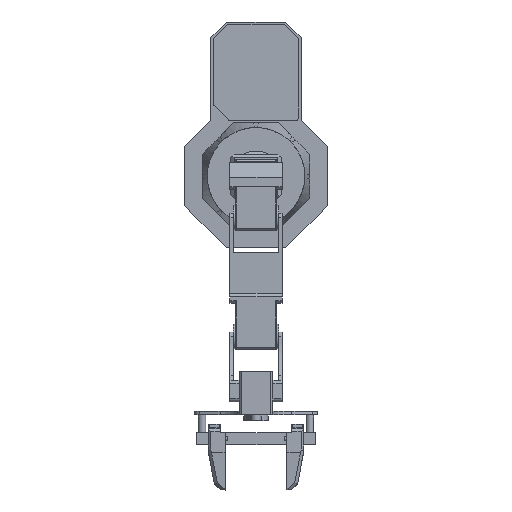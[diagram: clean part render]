
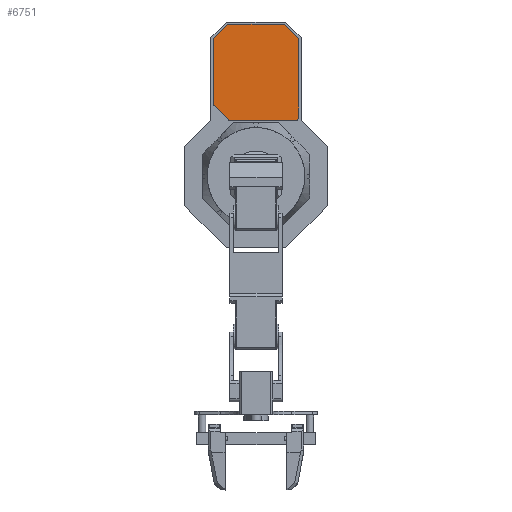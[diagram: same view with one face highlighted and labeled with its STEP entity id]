
A CAD part, top view. The second image highlights one B-rep face of the part: STEP entity #6751.
In plain terms, the highlighted planar face has unit normal (0, 0, 1).
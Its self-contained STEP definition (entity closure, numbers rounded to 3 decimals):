
#136=CIRCLE('',#7191,3.);
#138=CIRCLE('',#7195,3.);
#140=CIRCLE('',#7199,3.);
#142=CIRCLE('',#7203,3.);
#144=CIRCLE('',#7207,3.);
#146=CIRCLE('',#7211,0.5);
#148=CIRCLE('',#7215,0.5);
#488=FACE_OUTER_BOUND('',#863,.T.);
#863=EDGE_LOOP('',(#4503,#4504,#4505,#4506,#4507,#4508,#4509,#4510,#4511,
#4512,#4513,#4514,#4515,#4516));
#1256=LINE('',#9880,#2009);
#1261=LINE('',#9893,#2014);
#1265=LINE('',#9905,#2018);
#1269=LINE('',#9917,#2022);
#1273=LINE('',#9929,#2026);
#1277=LINE('',#9941,#2030);
#1281=LINE('',#9953,#2034);
#2009=VECTOR('',#7838,10.);
#2014=VECTOR('',#7851,10.);
#2018=VECTOR('',#7863,10.);
#2022=VECTOR('',#7875,10.);
#2026=VECTOR('',#7887,10.);
#2030=VECTOR('',#7899,10.);
#2034=VECTOR('',#7911,10.);
#2762=VERTEX_POINT('',#9877);
#2763=VERTEX_POINT('',#9879);
#2765=VERTEX_POINT('',#9885);
#2767=VERTEX_POINT('',#9891);
#2769=VERTEX_POINT('',#9897);
#2771=VERTEX_POINT('',#9903);
#2773=VERTEX_POINT('',#9909);
#2775=VERTEX_POINT('',#9915);
#2777=VERTEX_POINT('',#9921);
#2779=VERTEX_POINT('',#9927);
#2781=VERTEX_POINT('',#9933);
#2783=VERTEX_POINT('',#9939);
#2785=VERTEX_POINT('',#9945);
#2787=VERTEX_POINT('',#9951);
#3433=EDGE_CURVE('',#2763,#2762,#1256,.T.);
#3437=EDGE_CURVE('',#2762,#2765,#136,.T.);
#3440=EDGE_CURVE('',#2765,#2767,#1261,.T.);
#3443=EDGE_CURVE('',#2767,#2769,#138,.T.);
#3446=EDGE_CURVE('',#2769,#2771,#1265,.T.);
#3449=EDGE_CURVE('',#2771,#2773,#140,.T.);
#3452=EDGE_CURVE('',#2773,#2775,#1269,.T.);
#3455=EDGE_CURVE('',#2775,#2777,#142,.T.);
#3458=EDGE_CURVE('',#2777,#2779,#1273,.T.);
#3461=EDGE_CURVE('',#2779,#2781,#144,.T.);
#3464=EDGE_CURVE('',#2781,#2783,#1277,.T.);
#3467=EDGE_CURVE('',#2783,#2785,#146,.T.);
#3470=EDGE_CURVE('',#2785,#2787,#1281,.T.);
#3472=EDGE_CURVE('',#2787,#2763,#148,.T.);
#4503=ORIENTED_EDGE('',*,*,#3449,.T.);
#4504=ORIENTED_EDGE('',*,*,#3452,.T.);
#4505=ORIENTED_EDGE('',*,*,#3455,.T.);
#4506=ORIENTED_EDGE('',*,*,#3458,.T.);
#4507=ORIENTED_EDGE('',*,*,#3461,.T.);
#4508=ORIENTED_EDGE('',*,*,#3464,.T.);
#4509=ORIENTED_EDGE('',*,*,#3467,.T.);
#4510=ORIENTED_EDGE('',*,*,#3470,.T.);
#4511=ORIENTED_EDGE('',*,*,#3472,.T.);
#4512=ORIENTED_EDGE('',*,*,#3433,.T.);
#4513=ORIENTED_EDGE('',*,*,#3437,.T.);
#4514=ORIENTED_EDGE('',*,*,#3440,.T.);
#4515=ORIENTED_EDGE('',*,*,#3443,.T.);
#4516=ORIENTED_EDGE('',*,*,#3446,.T.);
#6486=PLANE('',#7216);
#6751=ADVANCED_FACE('',(#488),#6486,.T.);
#7191=AXIS2_PLACEMENT_3D('',#9887,#7845,#7846);
#7195=AXIS2_PLACEMENT_3D('',#9899,#7857,#7858);
#7199=AXIS2_PLACEMENT_3D('',#9911,#7869,#7870);
#7203=AXIS2_PLACEMENT_3D('',#9923,#7881,#7882);
#7207=AXIS2_PLACEMENT_3D('',#9935,#7893,#7894);
#7211=AXIS2_PLACEMENT_3D('',#9947,#7905,#7906);
#7215=AXIS2_PLACEMENT_3D('',#9956,#7916,#7917);
#7216=AXIS2_PLACEMENT_3D('',#9957,#7918,#7919);
#7838=DIRECTION('',(-0.707,-0.707,0.));
#7845=DIRECTION('center_axis',(0.,0.,1.));
#7846=DIRECTION('ref_axis',(-0.707,0.707,0.));
#7851=DIRECTION('',(0.,-1.,0.));
#7857=DIRECTION('center_axis',(0.,0.,1.));
#7858=DIRECTION('ref_axis',(-1.,0.,0.));
#7863=DIRECTION('',(0.707,-0.707,0.));
#7869=DIRECTION('center_axis',(0.,0.,1.));
#7870=DIRECTION('ref_axis',(-0.707,-0.707,0.));
#7875=DIRECTION('',(1.,0.,0.));
#7881=DIRECTION('center_axis',(0.,0.,1.));
#7882=DIRECTION('ref_axis',(0.,-1.,0.));
#7887=DIRECTION('',(0.,1.,0.));
#7893=DIRECTION('center_axis',(0.,0.,1.));
#7894=DIRECTION('ref_axis',(1.,0.,0.));
#7899=DIRECTION('',(-0.707,0.707,0.));
#7905=DIRECTION('center_axis',(0.,0.,1.));
#7906=DIRECTION('ref_axis',(0.707,0.707,0.));
#7911=DIRECTION('',(-1.,0.,0.));
#7916=DIRECTION('center_axis',(0.,0.,1.));
#7917=DIRECTION('ref_axis',(0.033,0.999,0.));
#7918=DIRECTION('center_axis',(0.,0.,1.));
#7919=DIRECTION('ref_axis',(-1.,0.,0.));
#9877=CARTESIAN_POINT('',(-35.121,116.66,37.));
#9879=CARTESIAN_POINT('',(-24.078,127.703,37.));
#9880=CARTESIAN_POINT('',(-24.078,127.703,37.));
#9885=CARTESIAN_POINT('',(-36.,114.538,37.));
#9887=CARTESIAN_POINT('Origin',(-33.,114.538,37.));
#9891=CARTESIAN_POINT('',(-36.,61.781,37.));
#9893=CARTESIAN_POINT('',(-36.,114.538,37.));
#9897=CARTESIAN_POINT('',(-35.121,59.66,37.));
#9899=CARTESIAN_POINT('Origin',(-33.,61.781,37.));
#9903=CARTESIAN_POINT('',(-23.121,47.66,37.));
#9905=CARTESIAN_POINT('',(-35.121,59.66,37.));
#9909=CARTESIAN_POINT('',(-21.,46.781,37.));
#9911=CARTESIAN_POINT('Origin',(-21.,49.781,37.));
#9915=CARTESIAN_POINT('',(33.,46.781,37.));
#9917=CARTESIAN_POINT('',(-21.,46.781,37.));
#9921=CARTESIAN_POINT('',(36.,49.781,37.));
#9923=CARTESIAN_POINT('Origin',(33.,49.781,37.));
#9927=CARTESIAN_POINT('',(36.,114.538,37.));
#9929=CARTESIAN_POINT('',(36.,49.781,37.));
#9933=CARTESIAN_POINT('',(35.121,116.66,37.));
#9935=CARTESIAN_POINT('Origin',(33.,114.538,37.));
#9939=CARTESIAN_POINT('',(24.078,127.703,37.));
#9941=CARTESIAN_POINT('',(35.121,116.66,37.));
#9945=CARTESIAN_POINT('',(23.708,127.849,37.));
#9947=CARTESIAN_POINT('Origin',(23.725,127.349,37.));
#9951=CARTESIAN_POINT('',(-23.708,127.849,37.));
#9953=CARTESIAN_POINT('',(23.708,127.849,37.));
#9956=CARTESIAN_POINT('Origin',(-23.725,127.349,37.));
#9957=CARTESIAN_POINT('Origin',(0.,87.315,
37.));
